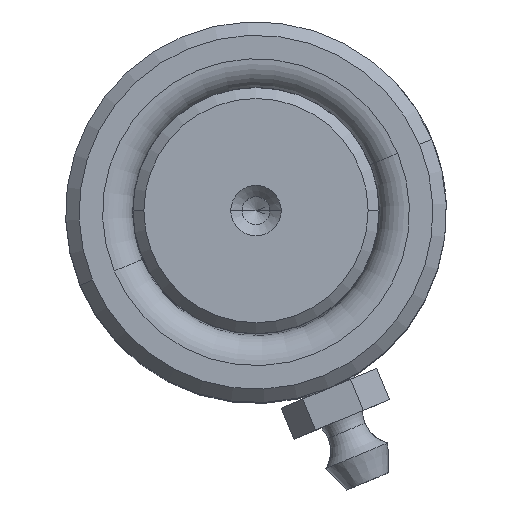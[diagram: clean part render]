
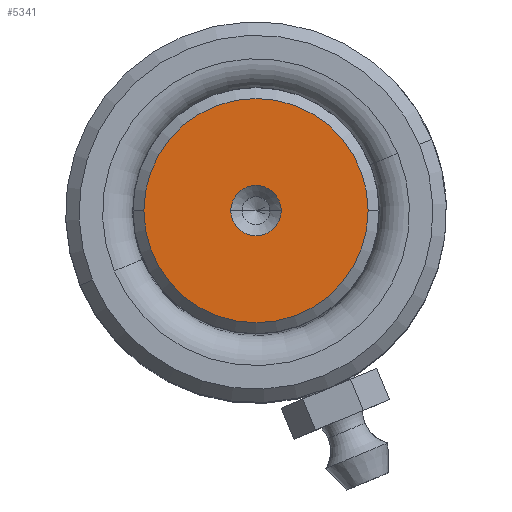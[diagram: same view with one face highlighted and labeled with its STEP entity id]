
A CAD part, top view. The second image highlights one B-rep face of the part: STEP entity #5341.
In plain terms, the highlighted planar face has unit normal (0, 0, 1).
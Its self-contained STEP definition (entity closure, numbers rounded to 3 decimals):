
#99 = ORIENTED_EDGE ( 'NONE', *, *, #3087, .F. ) ;
#144 = CARTESIAN_POINT ( 'NONE',  ( 10.009, 0., 130. ) ) ;
#312 = CARTESIAN_POINT ( 'NONE',  ( 0., 0., 130. ) ) ;
#608 = CARTESIAN_POINT ( 'NONE',  ( 2.25, 0., 130. ) ) ;
#658 = DIRECTION ( 'NONE',  ( 1., 0., 0. ) ) ;
#883 = AXIS2_PLACEMENT_3D ( 'NONE', #312, #5150, #4640 ) ;
#1294 = ORIENTED_EDGE ( 'NONE', *, *, #4389, .T. ) ;
#1404 = EDGE_LOOP ( 'NONE', ( #1294, #4625 ) ) ;
#1468 = CIRCLE ( 'NONE', #4647, 10.009 ) ;
#1524 = DIRECTION ( 'NONE',  ( 1., 0., 0. ) ) ;
#1758 = CARTESIAN_POINT ( 'NONE',  ( 0., 0., 130. ) ) ;
#1836 = AXIS2_PLACEMENT_3D ( 'NONE', #1758, #2818, #6565 ) ;
#2086 = CARTESIAN_POINT ( 'NONE',  ( 0., 0., 130. ) ) ;
#2398 = EDGE_CURVE ( 'NONE', #4387, #6506, #4923, .T. ) ;
#2607 = DIRECTION ( 'NONE',  ( 0., 0., 1. ) ) ;
#2662 = DIRECTION ( 'NONE',  ( 0., 0., 1. ) ) ;
#2786 = FACE_BOUND ( 'NONE', #3823, .T. ) ;
#2811 = VERTEX_POINT ( 'NONE', #4087 ) ;
#2818 = DIRECTION ( 'NONE',  ( 0., 0., 1. ) ) ;
#3087 = EDGE_CURVE ( 'NONE', #6506, #4387, #6819, .T. ) ;
#3478 = FACE_OUTER_BOUND ( 'NONE', #1404, .T. ) ;
#3823 = EDGE_LOOP ( 'NONE', ( #99, #5709 ) ) ;
#3964 = VERTEX_POINT ( 'NONE', #144 ) ;
#4087 = CARTESIAN_POINT ( 'NONE',  ( -10.009, 0., 130. ) ) ;
#4387 = VERTEX_POINT ( 'NONE', #5819 ) ;
#4389 = EDGE_CURVE ( 'NONE', #2811, #3964, #1468, .T. ) ;
#4402 = AXIS2_PLACEMENT_3D ( 'NONE', #5271, #5878, #1524 ) ;
#4625 = ORIENTED_EDGE ( 'NONE', *, *, #5153, .T. ) ;
#4640 = DIRECTION ( 'NONE',  ( 1., 0., 0. ) ) ;
#4647 = AXIS2_PLACEMENT_3D ( 'NONE', #2086, #2662, #6382 ) ;
#4923 = CIRCLE ( 'NONE', #5377, 2.25 ) ;
#4926 = PLANE ( 'NONE',  #1836 ) ;
#5150 = DIRECTION ( 'NONE',  ( 0., 0., 1. ) ) ;
#5153 = EDGE_CURVE ( 'NONE', #3964, #2811, #6243, .T. ) ;
#5271 = CARTESIAN_POINT ( 'NONE',  ( 0., 0., 130. ) ) ;
#5341 = ADVANCED_FACE ( 'NONE', ( #2786, #3478 ), #4926, .T. ) ;
#5377 = AXIS2_PLACEMENT_3D ( 'NONE', #6831, #2607, #658 ) ;
#5709 = ORIENTED_EDGE ( 'NONE', *, *, #2398, .F. ) ;
#5819 = CARTESIAN_POINT ( 'NONE',  ( -2.25, 0., 130. ) ) ;
#5878 = DIRECTION ( 'NONE',  ( 0., 0., 1. ) ) ;
#6243 = CIRCLE ( 'NONE', #883, 10.009 ) ;
#6382 = DIRECTION ( 'NONE',  ( 1., 0., 0. ) ) ;
#6506 = VERTEX_POINT ( 'NONE', #608 ) ;
#6565 = DIRECTION ( 'NONE',  ( 1., 0., 0. ) ) ;
#6819 = CIRCLE ( 'NONE', #4402, 2.25 ) ;
#6831 = CARTESIAN_POINT ( 'NONE',  ( 0., 0., 130. ) ) ;
